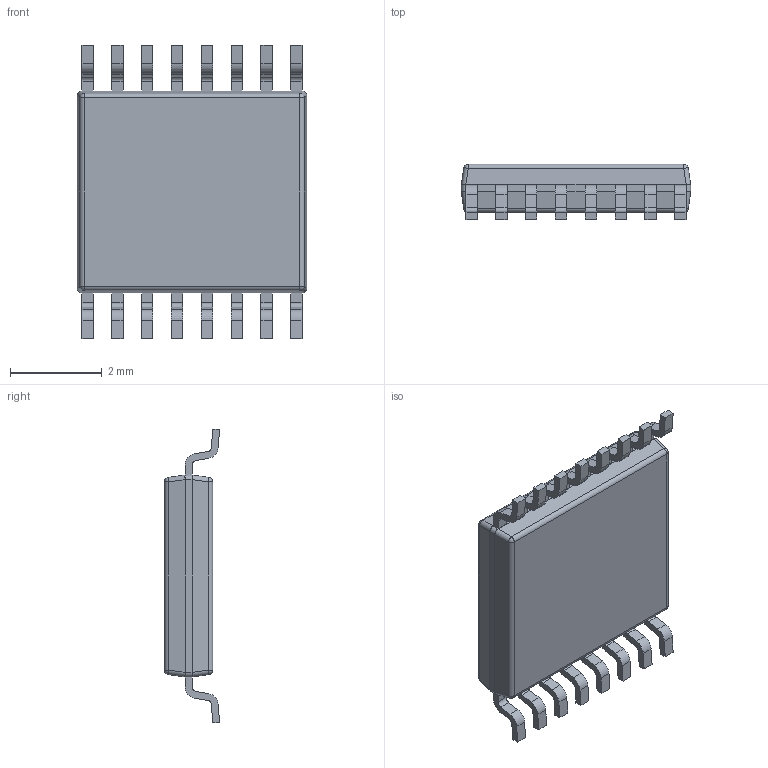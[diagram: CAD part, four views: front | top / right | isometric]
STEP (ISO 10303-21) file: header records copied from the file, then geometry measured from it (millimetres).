
FILE_DESCRIPTION(/* description */ ('STEP AP214'),/* implementation_level */ '2;1');
FILE_NAME(/* name */ 'TSSOP-16.stp',/* time_stamp */ '2023-10-17T09:39:40-03:00',/* author */ ('rogerio.marcondeli'),/* organization */ (''),/* preprocessor_version */ 'ST-DEVELOPER v18.1',/* originating_system */ 'Autodesk Inventor 2022',/* authorisation */ '');
FILE_SCHEMA (('AUTOMOTIVE_DESIGN { 1 0 10303 214 3 1 1 }'));
Length unit declared in the file: millimetre
Products named in the file (1): 74HC4051PW,118
Bounding box: 5 x 1.2 x 6.4 mm (x, y, z)
Volume: 23.3 mm3; surface area: 79.6 mm2
Topology: 18 solids, 18 shells, 392 faces, 1019 edges, 666 vertices
Faces by surface type: plane 223, cylinder 86, bspline 75, sphere 8
Full cylindrical faces by diameter (mm): 0.517 x2
Entity records: 12653 total; most frequent: CARTESIAN_POINT 3269, ORIENTED_EDGE 2022, DIRECTION 1661, EDGE_CURVE 1011, LINE 697, VECTOR 697, VERTEX_POINT 666, AXIS2_PLACEMENT_3D 482
